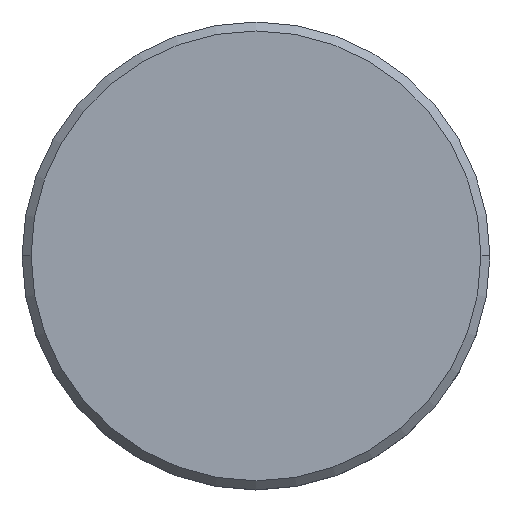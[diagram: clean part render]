
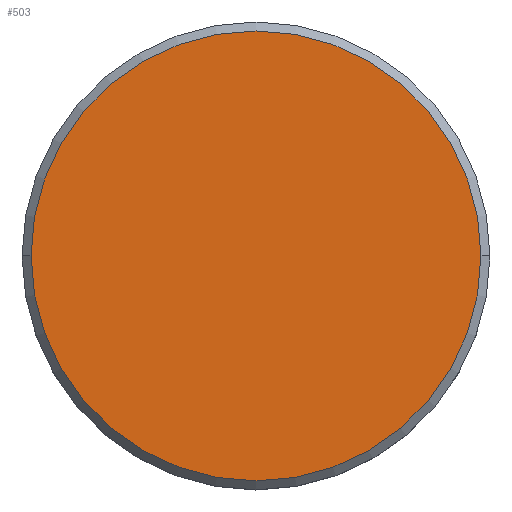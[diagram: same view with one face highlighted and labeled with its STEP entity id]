
A CAD part, top view. The second image highlights one B-rep face of the part: STEP entity #503.
In plain terms, the highlighted planar face has unit normal (0, 0, 1).
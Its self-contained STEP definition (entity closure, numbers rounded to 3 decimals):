
#53 = CARTESIAN_POINT ( 'NONE',  ( -12.5, 0., 0. ) ) ;
#165 = EDGE_CURVE ( 'NONE', #733, #443, #416, .T. ) ;
#183 = AXIS2_PLACEMENT_3D ( 'NONE', #380, #915, #369 ) ;
#240 = EDGE_CURVE ( 'NONE', #443, #733, #1038, .T. ) ;
#369 = DIRECTION ( 'NONE',  ( 1., 0., 0. ) ) ;
#374 = DIRECTION ( 'NONE',  ( 0., 0., 1. ) ) ;
#380 = CARTESIAN_POINT ( 'NONE',  ( 0., 0., 0. ) ) ;
#416 = CIRCLE ( 'NONE', #183, 12.5 ) ;
#421 = CARTESIAN_POINT ( 'NONE',  ( 0., 0., 0. ) ) ;
#441 = PLANE ( 'NONE',  #701 ) ;
#443 = VERTEX_POINT ( 'NONE', #53 ) ;
#503 = ADVANCED_FACE ( 'NONE', ( #516 ), #441, .T. ) ;
#516 = FACE_OUTER_BOUND ( 'NONE', #1064, .T. ) ;
#523 = ORIENTED_EDGE ( 'NONE', *, *, #240, .T. ) ;
#592 = CARTESIAN_POINT ( 'NONE',  ( 12.5, 0., 0. ) ) ;
#640 = DIRECTION ( 'NONE',  ( 1., 0., 0. ) ) ;
#658 = ORIENTED_EDGE ( 'NONE', *, *, #165, .T. ) ;
#701 = AXIS2_PLACEMENT_3D ( 'NONE', #421, #782, #861 ) ;
#718 = CARTESIAN_POINT ( 'NONE',  ( 0., 0., 0. ) ) ;
#733 = VERTEX_POINT ( 'NONE', #592 ) ;
#782 = DIRECTION ( 'NONE',  ( 0., 0., 1. ) ) ;
#861 = DIRECTION ( 'NONE',  ( 1., 0., 0. ) ) ;
#888 = AXIS2_PLACEMENT_3D ( 'NONE', #718, #374, #640 ) ;
#915 = DIRECTION ( 'NONE',  ( 0., 0., 1. ) ) ;
#1038 = CIRCLE ( 'NONE', #888, 12.5 ) ;
#1064 = EDGE_LOOP ( 'NONE', ( #523, #658 ) ) ;
